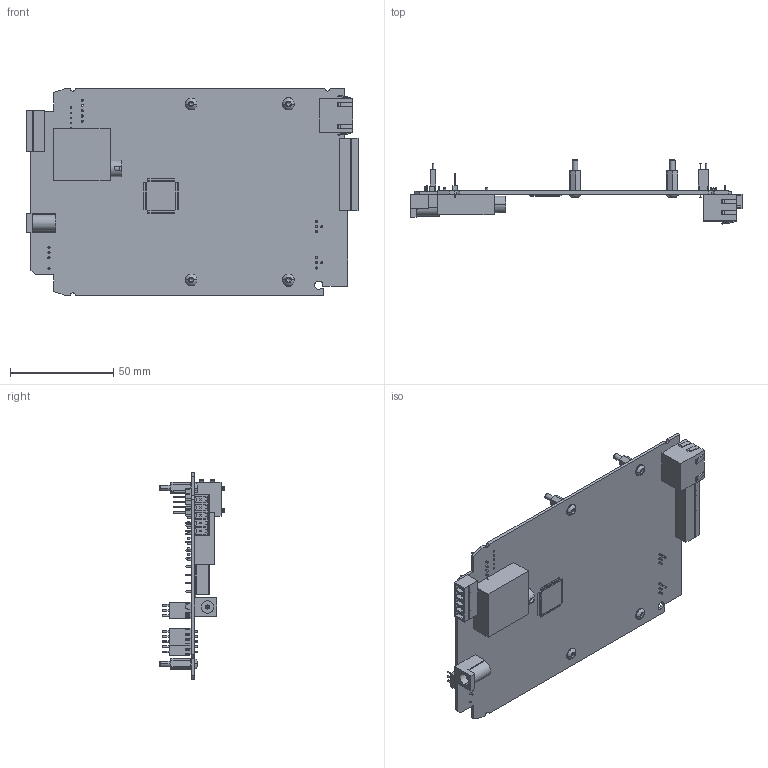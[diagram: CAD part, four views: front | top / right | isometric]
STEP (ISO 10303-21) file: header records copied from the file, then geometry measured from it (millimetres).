
FILE_DESCRIPTION (( 'STEP AP214' ), '1' );
FILE_NAME ('Ïëàòà ìóëüòèïëåêñîðà ïîëíàÿ.STEP', '2024-07-16T13:49:13', ( '' ), ( '' ), 'SwSTEP 2.0', 'SolidWorks 2019', '' );
FILE_SCHEMA (( 'AUTOMOTIVE_DESIGN' ));
Length unit declared in the file: millimetre
Products named in the file (13): PLS-5; ______ ___ ____ 10 __.STEP; RJ 45 (______ __ _____).STEP; _______ 3.81 (____ __ _____) 9 ___.STEP; ______ _______ ______________.STEP; socket button head cap screw_am_B18.3.4M - 3 x 0.5 x 6 SBHCS --N.STEP; __________ _______________.STEP; Ïëàòà ìóëüòèïëåêñîðà (òðàíñìèòòîðà) â ñáîðå.STEP; _____ ______________.STEP; _______ 3.81 (____ __ _____) 5 ___.STEP; PBD+PLD (___ _______).STEP; PBD+PLD (___ _____).STEP; Ïëàòà ìóëüòèïëåêñîðà ïîëíàÿ
Assembly tree (19 placements, depth 3):
  Ïëàòà ìóëüòèïëåêñîðà ïîëíàÿ
    Ïëàòà ìóëüòèïëåêñîðà (òðàíñìèòòîðà) â ñáîðå.STEP
      _____ ______________.STEP
      ______ _______ ______________.STEP
      __________ _______________.STEP
      _______ 3.81 (____ __ _____) 5 ___.STEP
      _______ 3.81 (____ __ _____) 9 ___.STEP
      RJ 45 (______ __ _____).STEP
      PBD+PLD (___ _______).STEP
      PBD+PLD (___ _____).STEP  x2
      ______ ___ ____ 10 __.STEP  x4
      socket button head cap screw_am_B18.3.4M - 3 x 0.5 x 6 SBHCS --N.STEP  x4
    PLS-5
Bounding box: 160.4 x 30.96 x 100 mm (x, y, z)
Volume: 37182.4 mm3; surface area: 44331 mm2
Topology: 27 solids, 27 shells, 1401 faces, 3436 edges, 2180 vertices
Faces by surface type: plane 1059, cylinder 270, cone 52, torus 10, sphere 8, bspline 2
Entity records: 35075 total; most frequent: CARTESIAN_POINT 6130, ORIENTED_EDGE 5796, DIRECTION 5748, EDGE_CURVE 2898, VECTOR 2396, LINE 2396, VERTEX_POINT 1862, AXIS2_PLACEMENT_3D 1676
